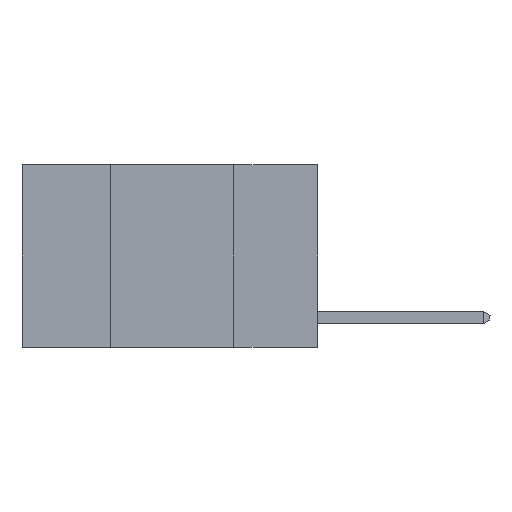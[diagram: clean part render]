
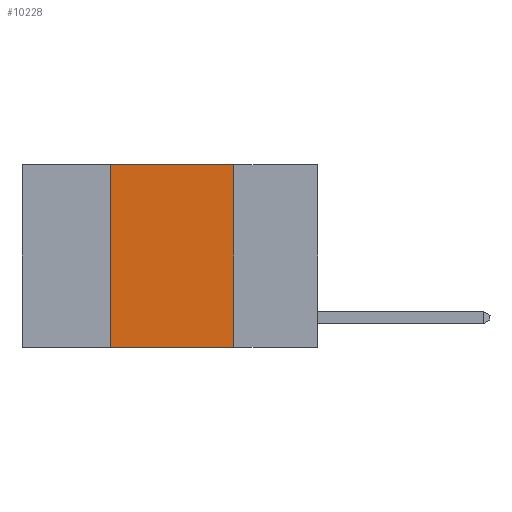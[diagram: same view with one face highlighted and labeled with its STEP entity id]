
A CAD part, left-side view. The second image highlights one B-rep face of the part: STEP entity #10228.
In plain terms, the highlighted planar face has unit normal (-1, 0, 0).
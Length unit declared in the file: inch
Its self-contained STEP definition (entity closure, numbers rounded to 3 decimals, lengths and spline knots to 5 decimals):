
#371 = ORIENTED_EDGE ( 'NONE', *, *, #11191, .F. ) ;
#1695 = DIRECTION ( 'NONE',  ( 0., 0., 1. ) ) ;
#1830 = DIRECTION ( 'NONE',  ( 0., -1., 0. ) ) ;
#1982 = DIRECTION ( 'NONE',  ( 1., 0., 0. ) ) ;
#2739 = ORIENTED_EDGE ( 'NONE', *, *, #27867, .F. ) ;
#2874 = LINE ( 'NONE', #10614, #26758 ) ;
#3867 = EDGE_LOOP ( 'NONE', ( #11313, #2739, #371, #24027 ) ) ;
#4415 = LINE ( 'NONE', #18321, #22838 ) ;
#8542 = CARTESIAN_POINT ( 'NONE',  ( 0., 0.42, -0.37 ) ) ;
#8783 = CARTESIAN_POINT ( 'NONE',  ( 0., 0.17, 0. ) ) ;
#9614 = CARTESIAN_POINT ( 'NONE',  ( 0., 0.17, 0. ) ) ;
#9801 = CARTESIAN_POINT ( 'NONE',  ( 0., 0.42, 0. ) ) ;
#10228 = ADVANCED_FACE ( 'NONE', ( #13875 ), #27417, .F. ) ;
#10614 = CARTESIAN_POINT ( 'NONE',  ( 0., 0.6, 0. ) ) ;
#11191 = EDGE_CURVE ( 'NONE', #17405, #24620, #18761, .T. ) ;
#11313 = ORIENTED_EDGE ( 'NONE', *, *, #18881, .F. ) ;
#13012 = DIRECTION ( 'NONE',  ( 0., -1., 0. ) ) ;
#13875 = FACE_OUTER_BOUND ( 'NONE', #3867, .T. ) ;
#15870 = EDGE_CURVE ( 'NONE', #17405, #28898, #4415, .T. ) ;
#17405 = VERTEX_POINT ( 'NONE', #8542 ) ;
#18321 = CARTESIAN_POINT ( 'NONE',  ( 0., 0.6, -0.37 ) ) ;
#18396 = VERTEX_POINT ( 'NONE', #9614 ) ;
#18454 = DIRECTION ( 'NONE',  ( 0., 0., -1. ) ) ;
#18761 = LINE ( 'NONE', #20337, #24792 ) ;
#18881 = EDGE_CURVE ( 'NONE', #18396, #28898, #26557, .T. ) ;
#19078 = AXIS2_PLACEMENT_3D ( 'NONE', #22883, #1982, #18454 ) ;
#19829 = VECTOR ( 'NONE', #20247, 39.37008 ) ;
#20247 = DIRECTION ( 'NONE',  ( 0., 0., -1. ) ) ;
#20337 = CARTESIAN_POINT ( 'NONE',  ( 0., 0.42, 0. ) ) ;
#22581 = CARTESIAN_POINT ( 'NONE',  ( 0., 0.17, -0.37 ) ) ;
#22838 = VECTOR ( 'NONE', #1830, 39.37008 ) ;
#22883 = CARTESIAN_POINT ( 'NONE',  ( 0., 0.6, 0. ) ) ;
#24027 = ORIENTED_EDGE ( 'NONE', *, *, #15870, .T. ) ;
#24620 = VERTEX_POINT ( 'NONE', #9801 ) ;
#24792 = VECTOR ( 'NONE', #1695, 39.37008 ) ;
#26557 = LINE ( 'NONE', #8783, #19829 ) ;
#26758 = VECTOR ( 'NONE', #13012, 39.37008 ) ;
#27417 = PLANE ( 'NONE',  #19078 ) ;
#27867 = EDGE_CURVE ( 'NONE', #24620, #18396, #2874, .T. ) ;
#28898 = VERTEX_POINT ( 'NONE', #22581 ) ;
